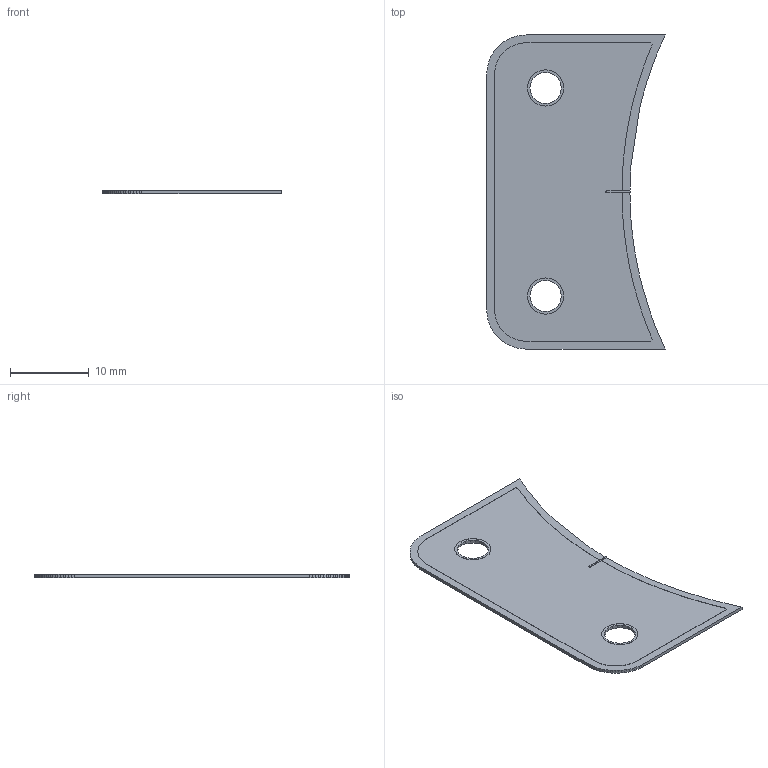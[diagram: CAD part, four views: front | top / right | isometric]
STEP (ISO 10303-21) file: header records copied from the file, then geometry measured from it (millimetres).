
FILE_DESCRIPTION(/* description */ ('part'),/* implementation_level */ '2;1');
FILE_NAME(/* name */ 'part',/* time_stamp */ '2019-07-26T19:31:06+02:00',/* author */ (''),/* organization */ (''),/* preprocessor_version */ 'NI 5.32.16.13',/* originating_system */ 'FAB 3000 - 3D Plugin',/* authorisation */ '');
FILE_SCHEMA (('AUTOMOTIVE_DESIGN { 1 0 10303 214 3 1 1 }'));
Length unit declared in the file: millimetre
Products named in the file (5): part; ltk-mw_center_index_GTP; ltk-mw_center_index_GTO; ltk-mw_center_index_GTL; Dielectric_1
Assembly tree (4 placements, depth 2):
  part
    ltk-mw_center_index_GTP
    ltk-mw_center_index_GTO
    ltk-mw_center_index_GTL
    Dielectric_1
Bounding box: 22.74 x 40 x 0.47 mm (x, y, z)
Surface area: 2826.1 mm2 (no closed solid volume)
Topology: 0 solids, 3 shells, 218 faces, 841 edges, 424 vertices
Faces by surface type: plane 218
Entity records: 7136 total; most frequent: DIRECTION 1293, ORIENTED_EDGE 1272, EDGE_CURVE 841, LINE 841, VECTOR 841, CARTESIAN_POINT 432, VERTEX_POINT 424, EDGE_LOOP 226
